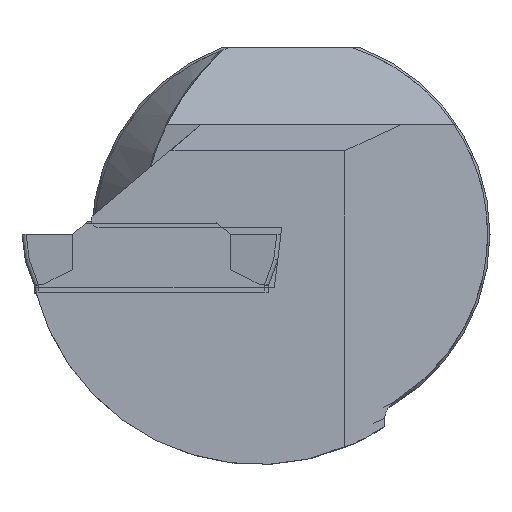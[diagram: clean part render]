
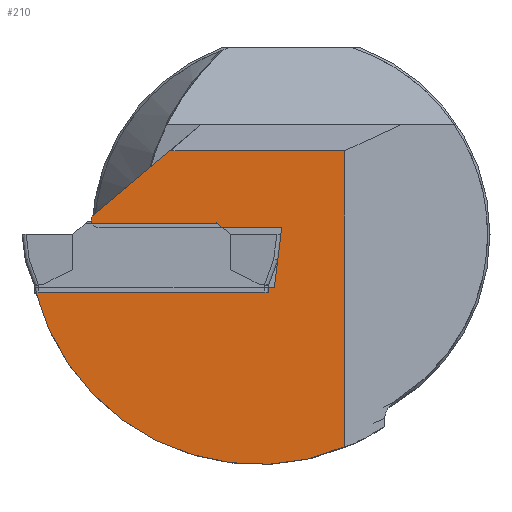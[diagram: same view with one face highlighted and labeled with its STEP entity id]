
A CAD part, left-side view. The second image highlights one B-rep face of the part: STEP entity #210.
In plain terms, the highlighted planar face has unit normal (-1, 0, 0).
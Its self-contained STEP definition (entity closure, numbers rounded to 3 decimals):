
#101=CIRCLE('',#1523,23.1);
#102=CIRCLE('',#1524,0.8);
#210=ADVANCED_FACE('',(#334),#270,.T.);
#270=PLANE('',#1525);
#334=FACE_OUTER_BOUND('',#411,.T.);
#411=EDGE_LOOP('',(#689,#690,#691,#692,#693,#694,#695,#696,#697));
#689=ORIENTED_EDGE('',*,*,#1108,.T.);
#690=ORIENTED_EDGE('',*,*,#1109,.T.);
#691=ORIENTED_EDGE('',*,*,#1110,.F.);
#692=ORIENTED_EDGE('',*,*,#1111,.T.);
#693=ORIENTED_EDGE('',*,*,#1112,.F.);
#694=ORIENTED_EDGE('',*,*,#1113,.T.);
#695=ORIENTED_EDGE('',*,*,#1114,.F.);
#696=ORIENTED_EDGE('',*,*,#1115,.T.);
#697=ORIENTED_EDGE('',*,*,#1116,.T.);
#933=VERTEX_POINT('',#2298);
#934=VERTEX_POINT('',#2299);
#935=VERTEX_POINT('',#2301);
#936=VERTEX_POINT('',#2303);
#937=VERTEX_POINT('',#2305);
#938=VERTEX_POINT('',#2307);
#939=VERTEX_POINT('',#2309);
#940=VERTEX_POINT('',#2311);
#941=VERTEX_POINT('',#2313);
#1108=EDGE_CURVE('',#933,#934,#1273,.T.);
#1109=EDGE_CURVE('',#934,#935,#1274,.T.);
#1110=EDGE_CURVE('',#936,#935,#1275,.T.);
#1111=EDGE_CURVE('',#936,#937,#101,.T.);
#1112=EDGE_CURVE('',#938,#937,#1276,.T.);
#1113=EDGE_CURVE('',#938,#939,#1277,.T.);
#1114=EDGE_CURVE('',#940,#939,#1278,.T.);
#1115=EDGE_CURVE('',#940,#941,#102,.T.);
#1116=EDGE_CURVE('',#941,#933,#1279,.T.);
#1273=LINE('',#2297,#1400);
#1274=LINE('',#2300,#1401);
#1275=LINE('',#2302,#1402);
#1276=LINE('',#2306,#1403);
#1277=LINE('',#2308,#1404);
#1278=LINE('',#2310,#1405);
#1279=LINE('',#2314,#1406);
#1400=VECTOR('',#1831,1.);
#1401=VECTOR('',#1832,1.);
#1402=VECTOR('',#1833,1.);
#1403=VECTOR('',#1836,1.);
#1404=VECTOR('',#1837,1.);
#1405=VECTOR('',#1838,1.);
#1406=VECTOR('',#1841,1.);
#1523=AXIS2_PLACEMENT_3D('',#2304,#1834,#1835);
#1524=AXIS2_PLACEMENT_3D('',#2312,#1839,#1840);
#1525=AXIS2_PLACEMENT_3D('',#2315,#1842,#1843);
#1831=DIRECTION('',(0.,0.122,-0.993));
#1832=DIRECTION('',(0.,1.,0.));
#1833=DIRECTION('',(0.,0.122,0.993));
#1834=DIRECTION('',(-1.,0.,0.));
#1835=DIRECTION('',(0.,0.,1.));
#1836=DIRECTION('',(0.,0.,-1.));
#1837=DIRECTION('',(0.,1.,0.));
#1838=DIRECTION('',(0.,-0.766,0.643));
#1839=DIRECTION('',(-1.,0.,0.));
#1840=DIRECTION('',(0.,0.,1.));
#1841=DIRECTION('',(0.,-1.,0.));
#1842=DIRECTION('',(-1.,0.,0.));
#1843=DIRECTION('',(0.,0.,1.));
#2297=CARTESIAN_POINT('',(0.425,0.985,0.121));
#2298=CARTESIAN_POINT('',(0.425,0.919,0.66));
#2299=CARTESIAN_POINT('',(0.425,1.658,-5.36));
#2300=CARTESIAN_POINT('',(0.425,0.,-5.36));
#2301=CARTESIAN_POINT('',(0.425,25.641,-5.36));
#2302=CARTESIAN_POINT('',(0.425,25.909,-3.181));
#2303=CARTESIAN_POINT('',(0.425,25.567,-5.963));
#2304=CARTESIAN_POINT('',(0.425,3.25,0.));
#2305=CARTESIAN_POINT('',(0.425,-5.425,-21.409));
#2306=CARTESIAN_POINT('',(0.425,-5.425,0.));
#2307=CARTESIAN_POINT('',(0.425,-5.425,8.4));
#2308=CARTESIAN_POINT('',(0.425,0.,8.4));
#2309=CARTESIAN_POINT('',(0.425,12.139,8.4));
#2310=CARTESIAN_POINT('',(0.425,9.152,10.907));
#2311=CARTESIAN_POINT('',(0.425,19.939,1.855));
#2312=CARTESIAN_POINT('',(0.425,19.244,1.46));
#2313=CARTESIAN_POINT('',(0.425,19.244,0.66));
#2314=CARTESIAN_POINT('',(0.425,0.,0.66));
#2315=CARTESIAN_POINT('',(0.425,0.,0.));
